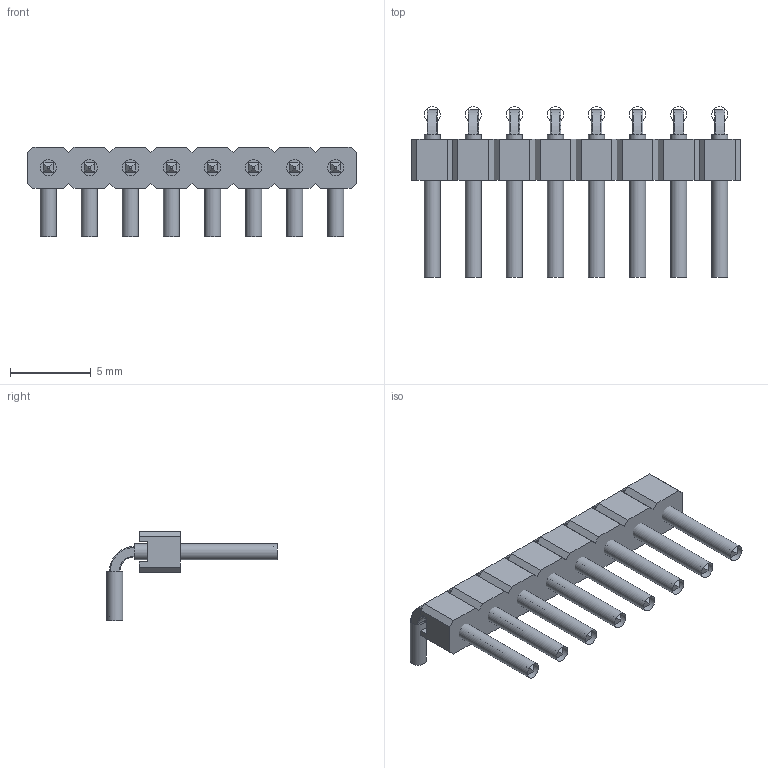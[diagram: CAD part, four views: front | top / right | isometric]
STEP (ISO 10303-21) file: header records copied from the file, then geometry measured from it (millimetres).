
FILE_DESCRIPTION(/* description */ ('-'),/* implementation_level */ '2;1');
FILE_NAME(/* name */ 'Stiftleiste, RM 2,54 mm - 6-3 mm, gewinkelt 90° stehend - 1 x 8 - schwarz',/* time_stamp */ '2022-04-28T23:26:19+02:00',/* author */ ('c.wilms'),/* organization */ ('-'),/* preprocessor_version */ 'ST-DEVELOPER v16.7',/* originating_system */ 'Solid Edge',/* authorisation */ 'Unknown');
FILE_SCHEMA (('AUTOMOTIVE_DESIGN {1 0 10303 214 3 1 1}'));
Length unit declared in the file: millimetre
Products named in the file (3): Stiftleiste, RM 2,54 mm - 6-3 mm, gewinkelt 90° stehend - 1 x 8 - sch
warz; Stiftleiste, RM 2,54 mm - Träger - 1 x 8 - schwarz; Stiftleiste, RM 2,54 mm - Stift, Reihe 1 -  6-3 mm, gewinkelt 90° ste
hend
Assembly tree (9 placements, depth 2):
  Stiftleiste, RM 2,54 mm - 6-3 mm, gewinkelt 90° stehend - 1 x 8 - sch
warz
    Stiftleiste, RM 2,54 mm - Träger - 1 x 8 - schwarz
    Stiftleiste, RM 2,54 mm - Stift, Reihe 1 -  6-3 mm, gewinkelt 90° ste
hend  x8
Bounding box: 20.32 x 10.56 x 5.54 mm (x, y, z)
Volume: 151.6 mm3; surface area: 849 mm2
Topology: 9 solids, 25 shells, 376 faces, 1010 edges, 652 vertices
Faces by surface type: plane 216, cylinder 128, torus 32
Full cylindrical faces by diameter (mm): 1 x16
Entity records: 5127 total; most frequent: CARTESIAN_POINT 884, ORIENTED_EDGE 864, DIRECTION 858, EDGE_CURVE 434, LINE 334, VECTOR 334, VERTEX_POINT 288, AXIS2_PLACEMENT_3D 262
